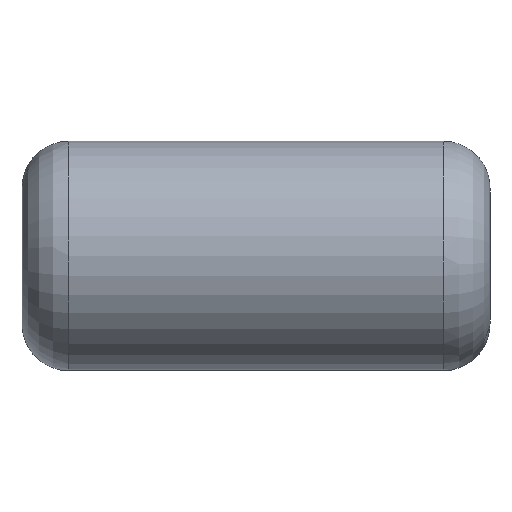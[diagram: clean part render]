
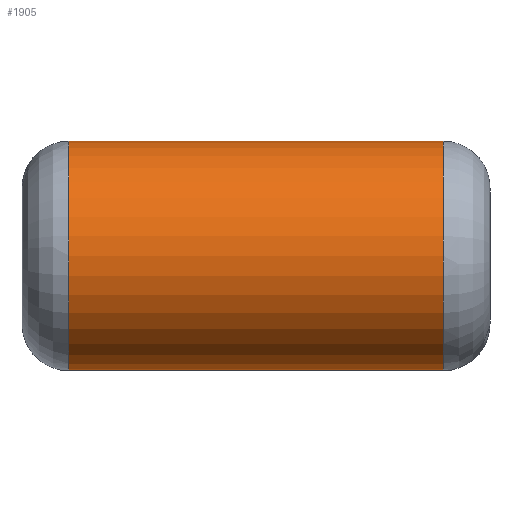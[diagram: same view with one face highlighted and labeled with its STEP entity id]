
A CAD part, top view. The second image highlights one B-rep face of the part: STEP entity #1905.
In plain terms, the highlighted cylindrical face has radius 6.2 mm (diameter 12.4 mm), a partial arc.
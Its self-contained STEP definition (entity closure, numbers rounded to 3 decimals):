
#1266=CARTESIAN_POINT('',(10.12,-6.2,16.5));
#1267=VERTEX_POINT('',#1266);
#1600=CARTESIAN_POINT('',(-10.12,-6.2,16.5));
#1601=VERTEX_POINT('',#1600);
#1630=CARTESIAN_POINT('',(0.0,-6.2,16.5));
#1631=DIRECTION('',(1.0,0.0,0.0));
#1632=VECTOR('',#1631,1.0);
#1633=LINE('',#1630,#1632);
#1634=EDGE_CURVE('n� 117',#1601,#1267,#1633,.T.);
#1729=CARTESIAN_POINT('',(10.12,6.2,16.5));
#1730=VERTEX_POINT('',#1729);
#1762=CARTESIAN_POINT('',(-10.12,6.2,16.5));
#1763=VERTEX_POINT('',#1762);
#1831=CARTESIAN_POINT('',(10.12,-0.0,16.5));
#1832=DIRECTION('',(-1.0,-0.0,0.0));
#1833=DIRECTION('',(0.0,-1.0,-0.0));
#1834=AXIS2_PLACEMENT_3D('',#1831,#1832,#1833);
#1835=CIRCLE('',#1834,6.2);
#1836=EDGE_CURVE('n� 14',#1267,#1730,#1835,.T.);
#1857=CARTESIAN_POINT('',(-0.0,6.2,16.5));
#1858=DIRECTION('',(-1.0,0.0,0.0));
#1859=VECTOR('',#1858,1.0);
#1860=LINE('',#1857,#1859);
#1861=EDGE_CURVE('n� 18',#1730,#1763,#1860,.T.);
#1874=CARTESIAN_POINT('',(-10.12,-0.0,16.5));
#1875=DIRECTION('',(1.0,0.0,-0.0));
#1876=DIRECTION('',(0.0,-1.0,-0.0));
#1877=AXIS2_PLACEMENT_3D('',#1874,#1875,#1876);
#1878=CIRCLE('',#1877,6.2);
#1879=EDGE_CURVE('n� 21',#1763,#1601,#1878,.T.);
#1894=ORIENTED_EDGE('',*,*,#1861,.T.);
#1895=ORIENTED_EDGE('',*,*,#1879,.T.);
#1896=ORIENTED_EDGE('',*,*,#1634,.T.);
#1897=ORIENTED_EDGE('',*,*,#1836,.T.);
#1898=EDGE_LOOP('',(#1894,#1895,#1896,#1897));
#1899=FACE_OUTER_BOUND('',#1898,.T.);
#1900=CARTESIAN_POINT('',(-0.0,-0.0,16.5));
#1901=DIRECTION('',(-1.0,-0.0,0.0));
#1902=DIRECTION('',(0.0,-1.0,-0.0));
#1903=AXIS2_PLACEMENT_3D('',#1900,#1901,#1902);
#1904=CYLINDRICAL_SURFACE('',#1903,6.2);
#1905=ADVANCED_FACE('n� 2',(#1899),#1904,.T.);
